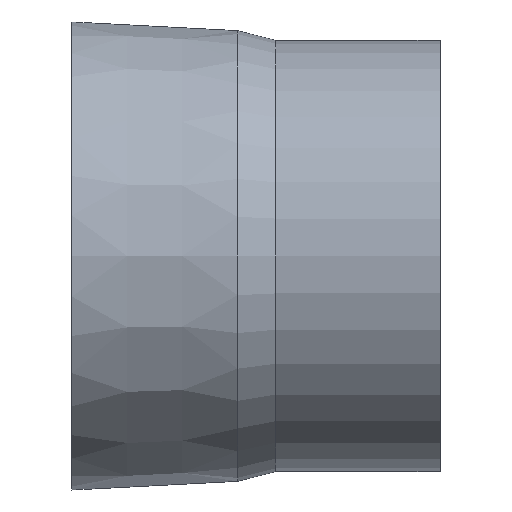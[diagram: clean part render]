
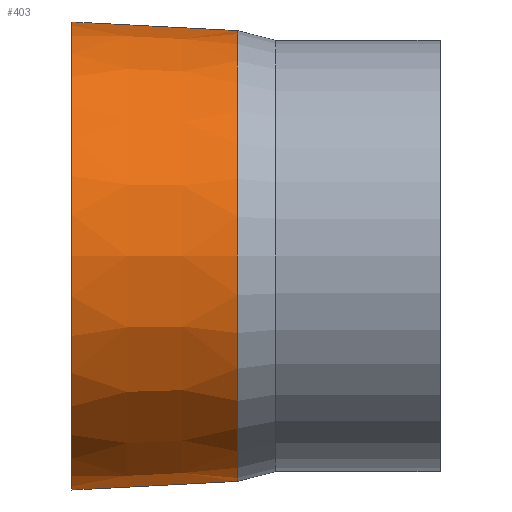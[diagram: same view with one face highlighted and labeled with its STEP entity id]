
A CAD part, front view. The second image highlights one B-rep face of the part: STEP entity #403.
In plain terms, the highlighted conical face has half-angle 3 degrees and reference radius 171.397 mm.
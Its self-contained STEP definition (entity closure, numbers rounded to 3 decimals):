
#9 = EDGE_CURVE ( 'NONE', #145, #321, #188, .T. ) ;
#32 = DIRECTION ( 'NONE',  ( 0., 0., -1. ) ) ;
#36 = DIRECTION ( 'NONE',  ( -1., 0., 0. ) ) ;
#41 = CARTESIAN_POINT ( 'NONE',  ( 126., 0., 171.397 ) ) ;
#42 = VECTOR ( 'NONE', #367, 1000. ) ;
#45 = VERTEX_POINT ( 'NONE', #82 ) ;
#70 = ORIENTED_EDGE ( 'NONE', *, *, #294, .T. ) ;
#71 = CARTESIAN_POINT ( 'NONE',  ( 126., 0., -171.397 ) ) ;
#82 = CARTESIAN_POINT ( 'NONE',  ( 126., 0., 171.397 ) ) ;
#84 = FACE_OUTER_BOUND ( 'NONE', #315, .T. ) ;
#93 = ORIENTED_EDGE ( 'NONE', *, *, #135, .T. ) ;
#106 = ORIENTED_EDGE ( 'NONE', *, *, #231, .F. ) ;
#129 = CARTESIAN_POINT ( 'NONE',  ( 0., 0., 178. ) ) ;
#130 = AXIS2_PLACEMENT_3D ( 'NONE', #254, #354, #32 ) ;
#133 = VERTEX_POINT ( 'NONE', #129 ) ;
#135 = EDGE_CURVE ( 'NONE', #145, #45, #298, .T. ) ;
#145 = VERTEX_POINT ( 'NONE', #71 ) ;
#150 = ORIENTED_EDGE ( 'NONE', *, *, #9, .F. ) ;
#153 = CARTESIAN_POINT ( 'NONE',  ( 126., 0., -171.397 ) ) ;
#175 = CONICAL_SURFACE ( 'NONE', #355, 171.397, 0.052 ) ;
#185 = DIRECTION ( 'NONE',  ( -1., 0., 0. ) ) ;
#188 = LINE ( 'NONE', #153, #393 ) ;
#208 = CIRCLE ( 'NONE', #219, 178. ) ;
#209 = CARTESIAN_POINT ( 'NONE',  ( 0., 0., 0. ) ) ;
#219 = AXIS2_PLACEMENT_3D ( 'NONE', #209, #36, #259 ) ;
#231 = EDGE_CURVE ( 'NONE', #321, #133, #208, .T. ) ;
#254 = CARTESIAN_POINT ( 'NONE',  ( 126., 0., 0. ) ) ;
#259 = DIRECTION ( 'NONE',  ( 0., 0., -1. ) ) ;
#281 = CARTESIAN_POINT ( 'NONE',  ( 126., 0., 0. ) ) ;
#294 = EDGE_CURVE ( 'NONE', #45, #133, #325, .T. ) ;
#298 = CIRCLE ( 'NONE', #130, 171.397 ) ;
#315 = EDGE_LOOP ( 'NONE', ( #93, #70, #106, #150 ) ) ;
#321 = VERTEX_POINT ( 'NONE', #335 ) ;
#325 = LINE ( 'NONE', #41, #42 ) ;
#335 = CARTESIAN_POINT ( 'NONE',  ( 0., 0., -178. ) ) ;
#354 = DIRECTION ( 'NONE',  ( -1., 0., 0. ) ) ;
#355 = AXIS2_PLACEMENT_3D ( 'NONE', #281, #185, #373 ) ;
#367 = DIRECTION ( 'NONE',  ( -0.999, 0., 0.052 ) ) ;
#372 = DIRECTION ( 'NONE',  ( -0.999, 0., -0.052 ) ) ;
#373 = DIRECTION ( 'NONE',  ( 0., 0., -1. ) ) ;
#393 = VECTOR ( 'NONE', #372, 1000. ) ;
#403 = ADVANCED_FACE ( 'NONE', ( #84 ), #175, .T. ) ;
